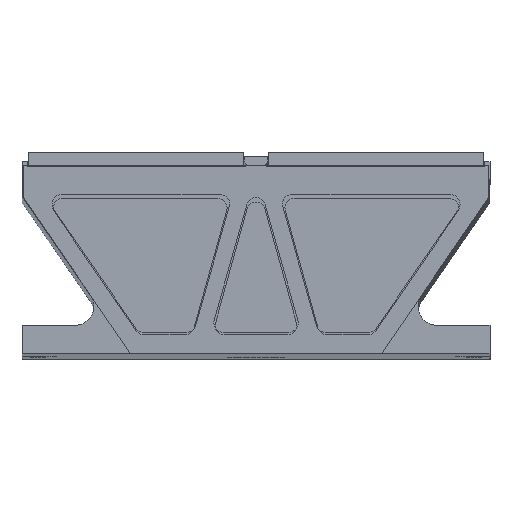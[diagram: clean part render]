
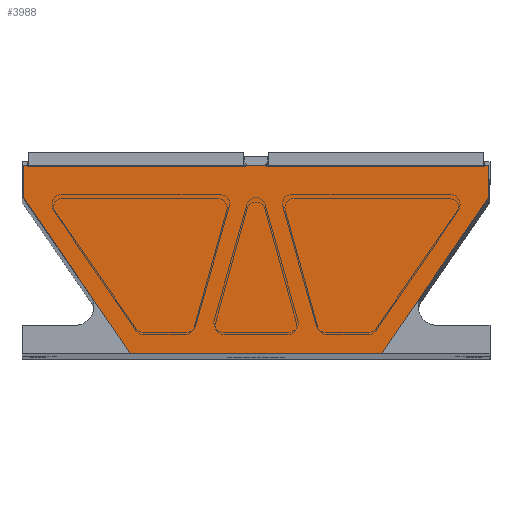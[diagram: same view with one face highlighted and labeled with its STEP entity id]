
A CAD part, top view. The second image highlights one B-rep face of the part: STEP entity #3988.
In plain terms, the highlighted planar face has unit normal (0, 0, 1).
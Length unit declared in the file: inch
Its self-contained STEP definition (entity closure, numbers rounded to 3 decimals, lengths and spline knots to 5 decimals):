
#396 = CARTESIAN_POINT ( 'NONE',  ( 1.9535, -0.0812, 14.88178 ) ) ;
#463 = LINE ( 'NONE', #396, #6013 ) ;
#863 = DIRECTION ( 'NONE',  ( 1., 0., 0. ) ) ;
#1073 = CARTESIAN_POINT ( 'NONE',  ( -1.9535, -0.0812, 14.88178 ) ) ;
#1222 = ORIENTED_EDGE ( 'NONE', *, *, #6920, .F. ) ;
#1762 = EDGE_CURVE ( 'NONE', #12857, #9577, #12984, .T. ) ;
#1849 = CARTESIAN_POINT ( 'NONE',  ( -1.9535, -0.34862, 14.88178 ) ) ;
#2648 = CARTESIAN_POINT ( 'NONE',  ( -1.9535, -1.656, 14.88178 ) ) ;
#2839 = EDGE_CURVE ( 'NONE', #12857, #12230, #8677, .T. ) ;
#3265 = VECTOR ( 'NONE', #863, 39.37008 ) ;
#3883 = LINE ( 'NONE', #1849, #12921 ) ;
#3908 = DIRECTION ( 'NONE',  ( -1., 0., 0. ) ) ;
#3988 = ADVANCED_FACE ( 'NONE', ( #6031 ), #10252, .T. ) ;
#4097 = ORIENTED_EDGE ( 'NONE', *, *, #2839, .T. ) ;
#4798 = CARTESIAN_POINT ( 'NONE',  ( -1.9535, -0.34862, 14.88178 ) ) ;
#5471 = EDGE_CURVE ( 'NONE', #9452, #7788, #10800, .T. ) ;
#5607 = VECTOR ( 'NONE', #10956, 39.37008 ) ;
#5926 = CARTESIAN_POINT ( 'NONE',  ( 1.0555, -1.656, 14.88178 ) ) ;
#5950 = DIRECTION ( 'NONE',  ( 1., 0., 0. ) ) ;
#6013 = VECTOR ( 'NONE', #12642, 39.37008 ) ;
#6031 = FACE_OUTER_BOUND ( 'NONE', #13408, .T. ) ;
#6084 = EDGE_CURVE ( 'NONE', #7788, #8823, #10929, .T. ) ;
#6501 = CARTESIAN_POINT ( 'NONE',  ( 1.9535, -0.34862, 14.88178 ) ) ;
#6903 = CARTESIAN_POINT ( 'NONE',  ( 1.9535, -0.0812, 14.88178 ) ) ;
#6920 = EDGE_CURVE ( 'NONE', #9577, #9452, #3883, .T. ) ;
#7145 = CARTESIAN_POINT ( 'NONE',  ( -1.9535, -1.656, 14.88178 ) ) ;
#7727 = CARTESIAN_POINT ( 'NONE',  ( 1.9535, -0.0812, 14.88178 ) ) ;
#7734 = CARTESIAN_POINT ( 'NONE',  ( -1.0555, -1.656, 14.88178 ) ) ;
#7788 = VERTEX_POINT ( 'NONE', #1073 ) ;
#8122 = VECTOR ( 'NONE', #11113, 39.37008 ) ;
#8677 = LINE ( 'NONE', #6501, #5607 ) ;
#8696 = ORIENTED_EDGE ( 'NONE', *, *, #10324, .F. ) ;
#8823 = VERTEX_POINT ( 'NONE', #6903 ) ;
#9217 = DIRECTION ( 'NONE',  ( 0., 0., 1. ) ) ;
#9452 = VERTEX_POINT ( 'NONE', #4798 ) ;
#9577 = VERTEX_POINT ( 'NONE', #7734 ) ;
#10202 = CARTESIAN_POINT ( 'NONE',  ( -1.9535, -0.0812, 14.88178 ) ) ;
#10252 = PLANE ( 'NONE',  #10591 ) ;
#10324 = EDGE_CURVE ( 'NONE', #8823, #12230, #463, .T. ) ;
#10591 = AXIS2_PLACEMENT_3D ( 'NONE', #2648, #9217, #5950 ) ;
#10607 = VECTOR ( 'NONE', #3908, 39.37008 ) ;
#10800 = LINE ( 'NONE', #10202, #8122 ) ;
#10929 = LINE ( 'NONE', #7727, #3265 ) ;
#10956 = DIRECTION ( 'NONE',  ( 0.566, 0.824, 0. ) ) ;
#11113 = DIRECTION ( 'NONE',  ( 0., 1., 0. ) ) ;
#12230 = VERTEX_POINT ( 'NONE', #12238 ) ;
#12238 = CARTESIAN_POINT ( 'NONE',  ( 1.9535, -0.34862, 14.88178 ) ) ;
#12642 = DIRECTION ( 'NONE',  ( 0., -1., 0. ) ) ;
#12662 = ORIENTED_EDGE ( 'NONE', *, *, #6084, .F. ) ;
#12857 = VERTEX_POINT ( 'NONE', #5926 ) ;
#12889 = DIRECTION ( 'NONE',  ( -0.566, 0.824, 0. ) ) ;
#12921 = VECTOR ( 'NONE', #12889, 39.37008 ) ;
#12984 = LINE ( 'NONE', #7145, #10607 ) ;
#13258 = ORIENTED_EDGE ( 'NONE', *, *, #5471, .F. ) ;
#13408 = EDGE_LOOP ( 'NONE', ( #1222, #13588, #4097, #8696, #12662, #13258 ) ) ;
#13588 = ORIENTED_EDGE ( 'NONE', *, *, #1762, .F. ) ;
